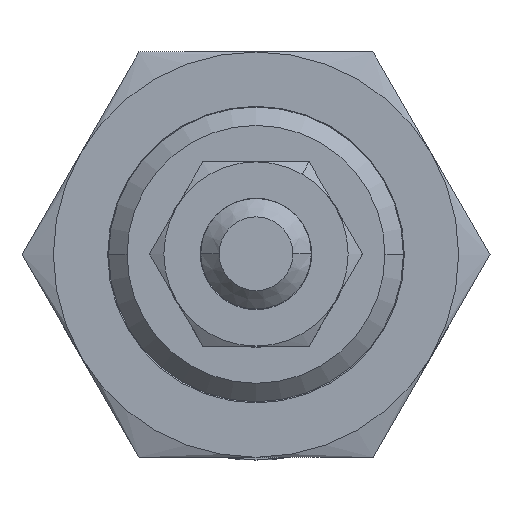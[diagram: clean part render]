
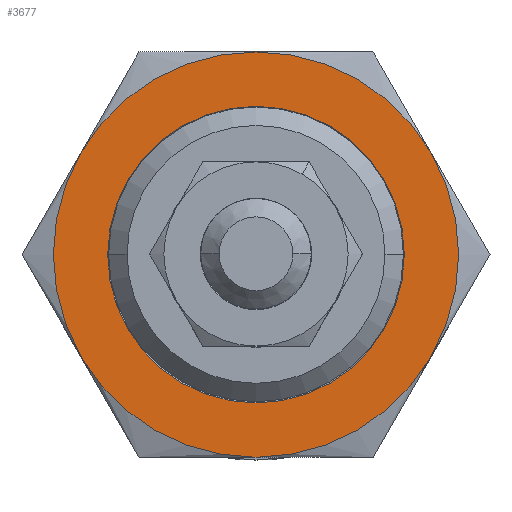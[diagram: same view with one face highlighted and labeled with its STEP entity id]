
A CAD part, top view. The second image highlights one B-rep face of the part: STEP entity #3677.
In plain terms, the highlighted planar face has unit normal (0, 0, 1).
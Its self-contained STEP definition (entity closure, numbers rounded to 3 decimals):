
#38 = DIRECTION ( 'NONE',  ( 0., 0., -1. ) ) ;
#250 = DIRECTION ( 'NONE',  ( 0., 1., 0. ) ) ;
#482 = AXIS2_PLACEMENT_3D ( 'NONE', #24312, #7448, #20946 ) ;
#545 = CARTESIAN_POINT ( 'NONE',  ( 0., 0., 383. ) ) ;
#816 = CIRCLE ( 'NONE', #24550, 8.05 ) ;
#1158 = AXIS2_PLACEMENT_3D ( 'NONE', #16363, #17852, #23423 ) ;
#1705 = ORIENTED_EDGE ( 'NONE', *, *, #4831, .F. ) ;
#1950 = EDGE_CURVE ( 'NONE', #6254, #3674, #816, .T. ) ;
#2071 = CIRCLE ( 'NONE', #482, 11. ) ;
#2602 = CARTESIAN_POINT ( 'NONE',  ( 0., 0., 383. ) ) ;
#2670 = AXIS2_PLACEMENT_3D ( 'NONE', #545, #38, #13685 ) ;
#2673 = DIRECTION ( 'NONE',  ( 0., 0., -1. ) ) ;
#2859 = ORIENTED_EDGE ( 'NONE', *, *, #21862, .F. ) ;
#3482 = DIRECTION ( 'NONE',  ( 0., 1., 0. ) ) ;
#3590 = DIRECTION ( 'NONE',  ( 0., 0., -1. ) ) ;
#3674 = VERTEX_POINT ( 'NONE', #21285 ) ;
#3677 = ADVANCED_FACE ( 'NONE', ( #11367, #5796 ), #15584, .F. ) ;
#4106 = CARTESIAN_POINT ( 'NONE',  ( 0., 0., 383. ) ) ;
#4655 = DIRECTION ( 'NONE',  ( 0., 1., 0. ) ) ;
#4831 = EDGE_CURVE ( 'NONE', #24356, #21692, #2071, .T. ) ;
#5336 = VERTEX_POINT ( 'NONE', #15961 ) ;
#5463 = CARTESIAN_POINT ( 'NONE',  ( 9.526, 5.5, 383. ) ) ;
#5796 = FACE_OUTER_BOUND ( 'NONE', #6706, .T. ) ;
#6029 = ORIENTED_EDGE ( 'NONE', *, *, #20970, .F. ) ;
#6254 = VERTEX_POINT ( 'NONE', #18382 ) ;
#6706 = EDGE_LOOP ( 'NONE', ( #16069, #12479, #2859, #6029, #18597, #1705 ) ) ;
#7305 = CARTESIAN_POINT ( 'NONE',  ( 0., -11., 383. ) ) ;
#7448 = DIRECTION ( 'NONE',  ( 0., 0., -1. ) ) ;
#7656 = CARTESIAN_POINT ( 'NONE',  ( 0., 0., 383. ) ) ;
#7950 = DIRECTION ( 'NONE',  ( 0., 1., 0. ) ) ;
#8063 = DIRECTION ( 'NONE',  ( 0., 0., -1. ) ) ;
#8618 = CARTESIAN_POINT ( 'NONE',  ( 0., 0., 383. ) ) ;
#8757 = AXIS2_PLACEMENT_3D ( 'NONE', #17483, #8063, #23067 ) ;
#9014 = ORIENTED_EDGE ( 'NONE', *, *, #15577, .T. ) ;
#9057 = CIRCLE ( 'NONE', #18564, 11. ) ;
#9366 = CARTESIAN_POINT ( 'NONE',  ( 9.526, -5.5, 383. ) ) ;
#9417 = CARTESIAN_POINT ( 'NONE',  ( 0., 11., 383. ) ) ;
#9831 = CIRCLE ( 'NONE', #1158, 11. ) ;
#9908 = AXIS2_PLACEMENT_3D ( 'NONE', #8618, #2673, #4655 ) ;
#9974 = AXIS2_PLACEMENT_3D ( 'NONE', #2602, #17732, #250 ) ;
#10381 = CIRCLE ( 'NONE', #9974, 11. ) ;
#11172 = CIRCLE ( 'NONE', #8757, 11. ) ;
#11367 = FACE_BOUND ( 'NONE', #20972, .T. ) ;
#12479 = ORIENTED_EDGE ( 'NONE', *, *, #21079, .F. ) ;
#13124 = EDGE_CURVE ( 'NONE', #18634, #24356, #9057, .T. ) ;
#13685 = DIRECTION ( 'NONE',  ( 0., 1., 0. ) ) ;
#15577 = EDGE_CURVE ( 'NONE', #3674, #6254, #24425, .T. ) ;
#15584 = PLANE ( 'NONE',  #16718 ) ;
#15961 = CARTESIAN_POINT ( 'NONE',  ( -9.526, 5.5, 383. ) ) ;
#16069 = ORIENTED_EDGE ( 'NONE', *, *, #13124, .F. ) ;
#16363 = CARTESIAN_POINT ( 'NONE',  ( 0., 0., 383. ) ) ;
#16718 = AXIS2_PLACEMENT_3D ( 'NONE', #7656, #20907, #17211 ) ;
#17211 = DIRECTION ( 'NONE',  ( 0., 1., 0. ) ) ;
#17254 = DIRECTION ( 'NONE',  ( 0., 0., -1. ) ) ;
#17483 = CARTESIAN_POINT ( 'NONE',  ( 0., 0., 383. ) ) ;
#17732 = DIRECTION ( 'NONE',  ( 0., 0., -1. ) ) ;
#17852 = DIRECTION ( 'NONE',  ( 0., 0., -1. ) ) ;
#18303 = CARTESIAN_POINT ( 'NONE',  ( -9.526, -5.5, 383. ) ) ;
#18382 = CARTESIAN_POINT ( 'NONE',  ( 0., -8.05, 383. ) ) ;
#18564 = AXIS2_PLACEMENT_3D ( 'NONE', #4106, #17254, #7950 ) ;
#18597 = ORIENTED_EDGE ( 'NONE', *, *, #20930, .F. ) ;
#18634 = VERTEX_POINT ( 'NONE', #9417 ) ;
#18844 = VERTEX_POINT ( 'NONE', #7305 ) ;
#20021 = ORIENTED_EDGE ( 'NONE', *, *, #1950, .T. ) ;
#20462 = CARTESIAN_POINT ( 'NONE',  ( 0., 0., 383. ) ) ;
#20907 = DIRECTION ( 'NONE',  ( 0., 0., -1. ) ) ;
#20930 = EDGE_CURVE ( 'NONE', #21692, #18844, #10381, .T. ) ;
#20946 = DIRECTION ( 'NONE',  ( 0., 1., 0. ) ) ;
#20970 = EDGE_CURVE ( 'NONE', #18844, #21665, #11172, .T. ) ;
#20972 = EDGE_LOOP ( 'NONE', ( #20021, #9014 ) ) ;
#21079 = EDGE_CURVE ( 'NONE', #5336, #18634, #9831, .T. ) ;
#21285 = CARTESIAN_POINT ( 'NONE',  ( 0., 8.05, 383. ) ) ;
#21665 = VERTEX_POINT ( 'NONE', #18303 ) ;
#21692 = VERTEX_POINT ( 'NONE', #9366 ) ;
#21862 = EDGE_CURVE ( 'NONE', #21665, #5336, #22594, .T. ) ;
#22594 = CIRCLE ( 'NONE', #9908, 11. ) ;
#23067 = DIRECTION ( 'NONE',  ( 0., 1., 0. ) ) ;
#23423 = DIRECTION ( 'NONE',  ( 0., 1., 0. ) ) ;
#24312 = CARTESIAN_POINT ( 'NONE',  ( 0., 0., 383. ) ) ;
#24356 = VERTEX_POINT ( 'NONE', #5463 ) ;
#24425 = CIRCLE ( 'NONE', #2670, 8.05 ) ;
#24550 = AXIS2_PLACEMENT_3D ( 'NONE', #20462, #3590, #3482 ) ;
